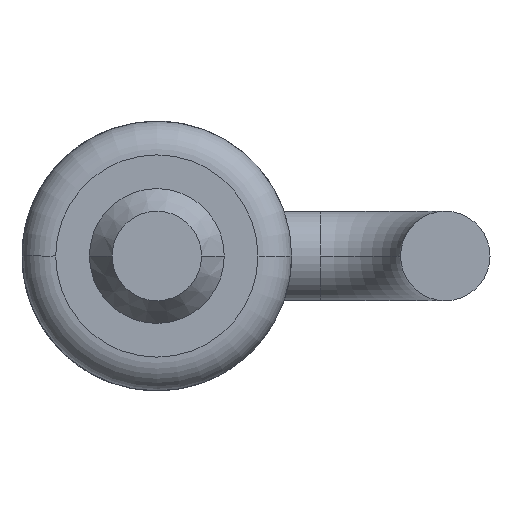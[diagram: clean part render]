
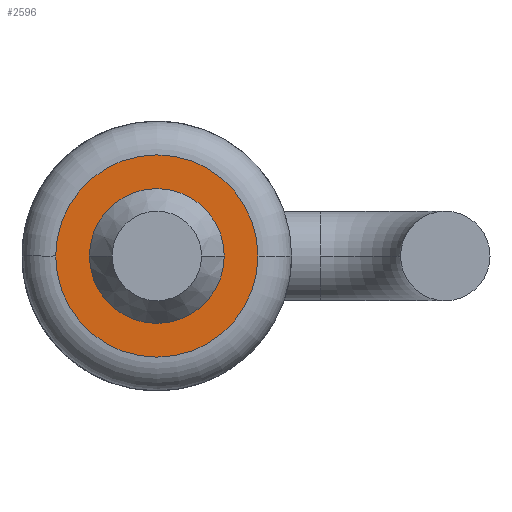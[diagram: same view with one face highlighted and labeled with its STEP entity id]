
A CAD part, front view. The second image highlights one B-rep face of the part: STEP entity #2596.
In plain terms, the highlighted planar face has unit normal (0, -1, 0).
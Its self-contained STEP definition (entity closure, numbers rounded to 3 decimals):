
#211 = CIRCLE ( 'NONE', #912, 0.594 ) ;
#234 = CARTESIAN_POINT ( 'NONE',  ( -0.891, 1.3, 0. ) ) ;
#255 = EDGE_CURVE ( 'NONE', #4926, #4478, #1425, .T. ) ;
#268 = EDGE_CURVE ( 'NONE', #4478, #4926, #211, .T. ) ;
#300 = CARTESIAN_POINT ( 'NONE',  ( 0.594, 1.3, 0. ) ) ;
#391 = CARTESIAN_POINT ( 'NONE',  ( 0., 1.3, 0. ) ) ;
#404 = DIRECTION ( 'NONE',  ( 1., 0., 0. ) ) ;
#751 = FACE_BOUND ( 'NONE', #3942, .T. ) ;
#912 = AXIS2_PLACEMENT_3D ( 'NONE', #391, #2507, #4163 ) ;
#1074 = DIRECTION ( 'NONE',  ( -1., 0., 0. ) ) ;
#1172 = CARTESIAN_POINT ( 'NONE',  ( -0.891, 1.3, 0. ) ) ;
#1313 = CARTESIAN_POINT ( 'NONE',  ( 0., 1.3, 0. ) ) ;
#1425 = CIRCLE ( 'NONE', #4432, 0.594 ) ;
#1970 = PLANE ( 'NONE',  #5099 ) ;
#2216 = DIRECTION ( 'NONE',  ( 1., 0., 0. ) ) ;
#2260 = ORIENTED_EDGE ( 'NONE', *, *, #4471, .T. ) ;
#2380 = VERTEX_POINT ( 'NONE', #3857 ) ;
#2507 = DIRECTION ( 'NONE',  ( 0., -1., 0. ) ) ;
#2596 = ADVANCED_FACE ( 'NONE', ( #751, #4061 ), #1970, .F. ) ;
#2616 = ORIENTED_EDGE ( 'NONE', *, *, #268, .F. ) ;
#2705 = DIRECTION ( 'NONE',  ( 0., -1., 0. ) ) ;
#2719 = ORIENTED_EDGE ( 'NONE', *, *, #255, .F. ) ;
#2725 = AXIS2_PLACEMENT_3D ( 'NONE', #4900, #4146, #404 ) ;
#2922 = CARTESIAN_POINT ( 'NONE',  ( 0., 1.3, 0. ) ) ;
#2959 = CARTESIAN_POINT ( 'NONE',  ( -0.594, 1.3, 0. ) ) ;
#3516 = EDGE_CURVE ( 'NONE', #4995, #2380, #3865, .T. ) ;
#3777 = AXIS2_PLACEMENT_3D ( 'NONE', #1313, #2705, #2216 ) ;
#3801 = EDGE_LOOP ( 'NONE', ( #2260, #3896 ) ) ;
#3857 = CARTESIAN_POINT ( 'NONE',  ( 0.891, 1.3, 0. ) ) ;
#3865 = CIRCLE ( 'NONE', #3777, 0.891 ) ;
#3896 = ORIENTED_EDGE ( 'NONE', *, *, #3516, .T. ) ;
#3942 = EDGE_LOOP ( 'NONE', ( #2719, #2616 ) ) ;
#4061 = FACE_OUTER_BOUND ( 'NONE', #3801, .T. ) ;
#4105 = DIRECTION ( 'NONE',  ( 0., -1., 0. ) ) ;
#4146 = DIRECTION ( 'NONE',  ( 0., -1., 0. ) ) ;
#4163 = DIRECTION ( 'NONE',  ( 1., 0., 0. ) ) ;
#4432 = AXIS2_PLACEMENT_3D ( 'NONE', #2922, #4105, #4545 ) ;
#4471 = EDGE_CURVE ( 'NONE', #2380, #4995, #4853, .T. ) ;
#4478 = VERTEX_POINT ( 'NONE', #2959 ) ;
#4545 = DIRECTION ( 'NONE',  ( 1., 0., 0. ) ) ;
#4755 = DIRECTION ( 'NONE',  ( 0., 1., 0. ) ) ;
#4853 = CIRCLE ( 'NONE', #2725, 0.891 ) ;
#4900 = CARTESIAN_POINT ( 'NONE',  ( 0., 1.3, 0. ) ) ;
#4926 = VERTEX_POINT ( 'NONE', #300 ) ;
#4995 = VERTEX_POINT ( 'NONE', #1172 ) ;
#5099 = AXIS2_PLACEMENT_3D ( 'NONE', #234, #4755, #1074 ) ;
